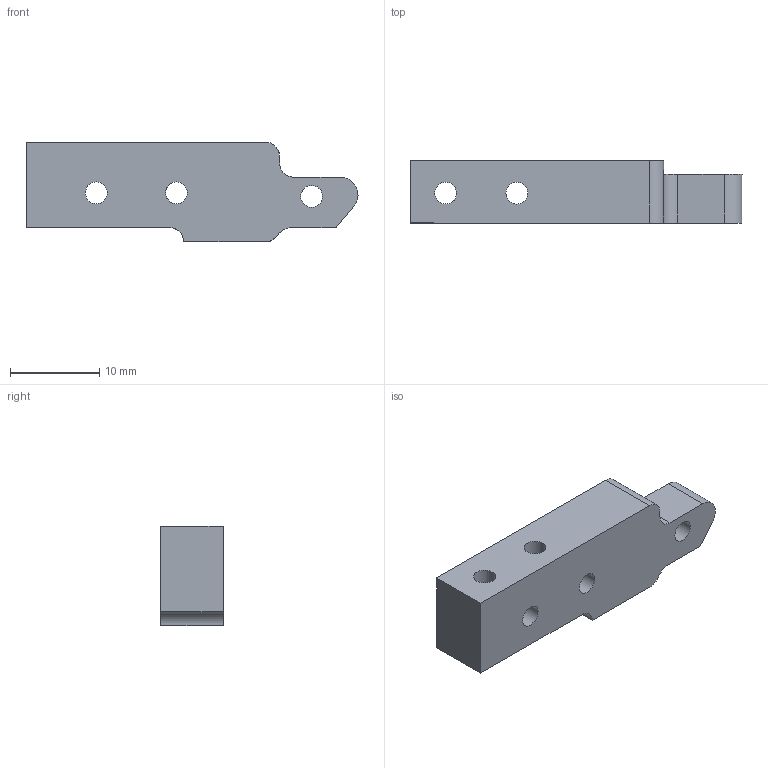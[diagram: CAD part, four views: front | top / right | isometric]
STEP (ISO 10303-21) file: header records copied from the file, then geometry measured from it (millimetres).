
FILE_DESCRIPTION(/* description */ ('Base fissaggio headplate'),/* implementation_level */ '2;1');
FILE_NAME(/* name */ 'MWS_BMP005_003_P_003.stp',/* time_stamp */ '2024-04-22T15:35:13+02:00',/* author */ ('faricci'),/* organization */ ('Istituto Italiano di Tecnologia'),/* preprocessor_version */ 'ST-DEVELOPER v20',/* originating_system */ 'Autodesk Inventor 2025',/* authorisation */ '');
FILE_SCHEMA (('AUTOMOTIVE_DESIGN { 1 0 10303 214 3 1 1 }'));
Length unit declared in the file: millimetre
Products named in the file (1): MWS_BMP005_003_P_003
Bounding box: 37.29 x 7.01 x 11.21 mm (x, y, z)
Volume: 1995.1 mm3; surface area: 1566.8 mm2
Topology: 1 solids, 1 shells, 27 faces, 74 edges, 50 vertices
Faces by surface type: plane 14, cylinder 13
Full cylindrical faces by diameter (mm): 2.459 x5
Entity records: 950 total; most frequent: DIRECTION 157, CARTESIAN_POINT 152, ORIENTED_EDGE 148, EDGE_CURVE 74, AXIS2_PLACEMENT_3D 55, VERTEX_POINT 49, LINE 47, VECTOR 47
